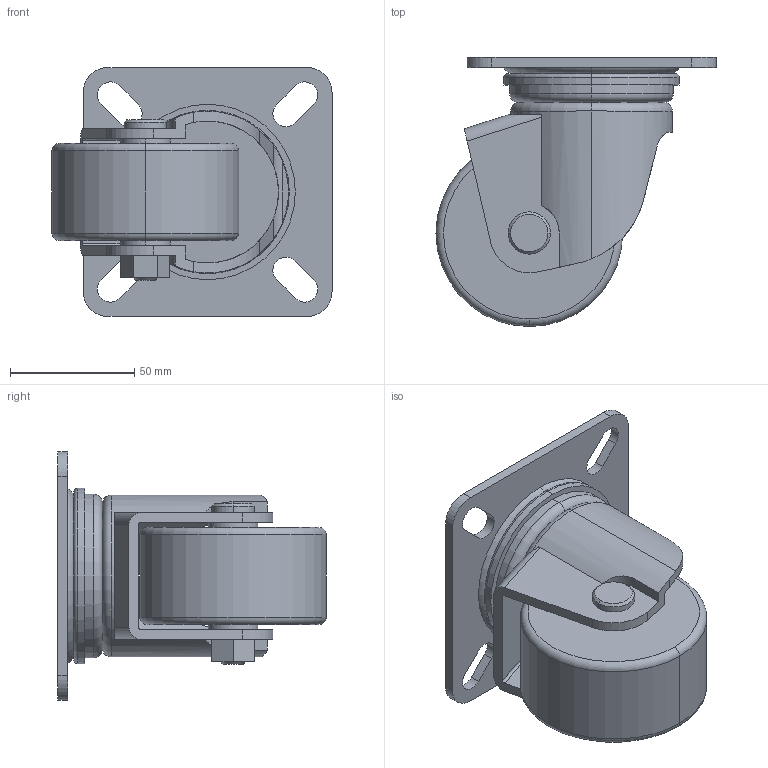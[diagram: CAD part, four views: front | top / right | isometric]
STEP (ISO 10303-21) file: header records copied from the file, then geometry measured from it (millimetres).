
FILE_DESCRIPTION (( 'STEP AP203' ), '1' );
FILE_NAME ('K-508-75.STEP', '2013-12-10T04:58:46', ( '' ), ( '' ), 'SwSTEP 2.0', 'SolidWorks 2012', '' );
FILE_SCHEMA (( 'CONFIG_CONTROL_DESIGN' ));
Length unit declared in the file: millimetre
Products named in the file (1): K-508-75
Bounding box: 112.5 x 108 x 100 mm (x, y, z)
Volume: 313949.4 mm3; surface area: 65753.3 mm2
Topology: 1 solids, 1 shells, 113 faces, 289 edges, 188 vertices
Faces by surface type: plane 49, cylinder 48, torus 12, cone 4
Entity records: 3700 total; most frequent: CARTESIAN_POINT 834, DIRECTION 593, ORIENTED_EDGE 578, EDGE_CURVE 289, AXIS2_PLACEMENT_3D 221, VERTEX_POINT 188, VECTOR 151, LINE 151
